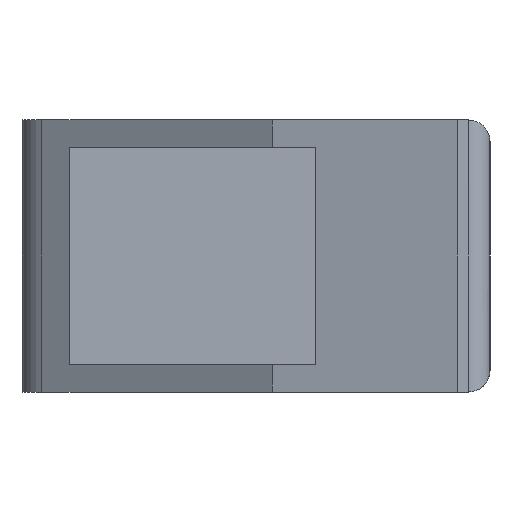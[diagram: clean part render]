
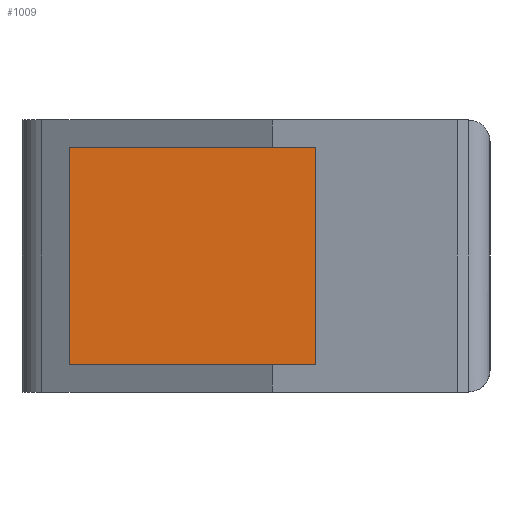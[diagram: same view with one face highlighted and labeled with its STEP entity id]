
A CAD part, left-side view. The second image highlights one B-rep face of the part: STEP entity #1009.
In plain terms, the highlighted planar face has unit normal (-1, 0, 0).
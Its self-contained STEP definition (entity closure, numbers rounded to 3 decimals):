
#13 = DIRECTION ( 'NONE',  ( -1., 0., 0. ) ) ;
#22 = CARTESIAN_POINT ( 'NONE',  ( -53., -4.375, 2.5 ) ) ;
#63 = ORIENTED_EDGE ( 'NONE', *, *, #1114, .F. ) ;
#193 = DIRECTION ( 'NONE',  ( 0., 0., 1. ) ) ;
#280 = VERTEX_POINT ( 'NONE', #1195 ) ;
#354 = EDGE_CURVE ( 'NONE', #1385, #889, #1202, .T. ) ;
#360 = CARTESIAN_POINT ( 'NONE',  ( -53., -27., 2.5 ) ) ;
#365 = CARTESIAN_POINT ( 'NONE',  ( -53., -12.5, 22.5 ) ) ;
#448 = DIRECTION ( 'NONE',  ( 0., 0., 1. ) ) ;
#499 = DIRECTION ( 'NONE',  ( 0., 1., 0. ) ) ;
#618 = PLANE ( 'NONE',  #1294 ) ;
#751 = CARTESIAN_POINT ( 'NONE',  ( -53., -4.375, 22.5 ) ) ;
#889 = VERTEX_POINT ( 'NONE', #360 ) ;
#902 = FACE_OUTER_BOUND ( 'NONE', #1431, .T. ) ;
#916 = VECTOR ( 'NONE', #953, 1000. ) ;
#953 = DIRECTION ( 'NONE',  ( 0., 0., -1. ) ) ;
#957 = VERTEX_POINT ( 'NONE', #751 ) ;
#961 = CARTESIAN_POINT ( 'NONE',  ( -53., -12.5, 2.5 ) ) ;
#995 = VECTOR ( 'NONE', #499, 1000. ) ;
#1009 = ADVANCED_FACE ( 'NONE', ( #902 ), #618, .T. ) ;
#1038 = LINE ( 'NONE', #365, #995 ) ;
#1039 = DIRECTION ( 'NONE',  ( 0., -1., 0. ) ) ;
#1102 = EDGE_CURVE ( 'NONE', #1385, #957, #1473, .T. ) ;
#1114 = EDGE_CURVE ( 'NONE', #280, #889, #1459, .T. ) ;
#1195 = CARTESIAN_POINT ( 'NONE',  ( -53., -27., 22.5 ) ) ;
#1202 = LINE ( 'NONE', #961, #1269 ) ;
#1269 = VECTOR ( 'NONE', #1039, 1000. ) ;
#1294 = AXIS2_PLACEMENT_3D ( 'NONE', #1470, #13, #448 ) ;
#1342 = ORIENTED_EDGE ( 'NONE', *, *, #354, .T. ) ;
#1347 = ORIENTED_EDGE ( 'NONE', *, *, #1102, .F. ) ;
#1356 = CARTESIAN_POINT ( 'NONE',  ( -53., -4.375, 6.25 ) ) ;
#1365 = ORIENTED_EDGE ( 'NONE', *, *, #1665, .T. ) ;
#1385 = VERTEX_POINT ( 'NONE', #22 ) ;
#1431 = EDGE_LOOP ( 'NONE', ( #1347, #1342, #63, #1365 ) ) ;
#1459 = LINE ( 'NONE', #1481, #916 ) ;
#1465 = VECTOR ( 'NONE', #193, 1000. ) ;
#1470 = CARTESIAN_POINT ( 'NONE',  ( -53., -12.5, 12.5 ) ) ;
#1473 = LINE ( 'NONE', #1356, #1465 ) ;
#1481 = CARTESIAN_POINT ( 'NONE',  ( -53., -27., 12.5 ) ) ;
#1665 = EDGE_CURVE ( 'NONE', #280, #957, #1038, .T. ) ;
